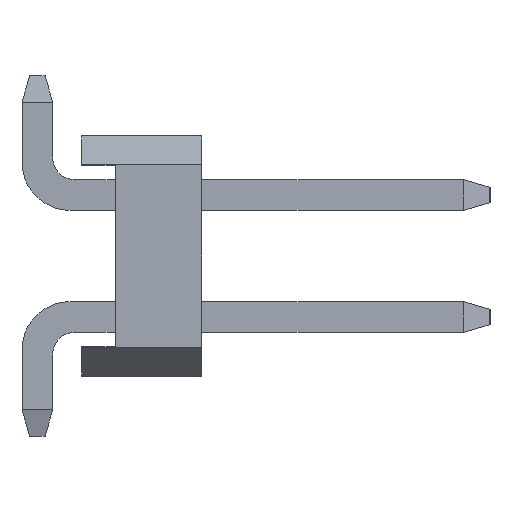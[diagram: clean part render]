
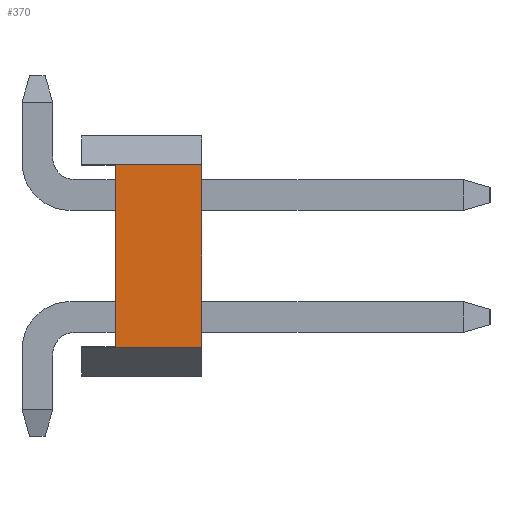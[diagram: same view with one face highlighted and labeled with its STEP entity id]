
A CAD part, left-side view. The second image highlights one B-rep face of the part: STEP entity #370.
In plain terms, the highlighted planar face has unit normal (-1, 0, 0).
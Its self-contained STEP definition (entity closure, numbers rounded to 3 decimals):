
#370=ADVANCED_FACE('',(#745),#746,.T.);
#745=FACE_OUTER_BOUND('',#1114,.T.);
#746=PLANE('',#1115);
#1114=EDGE_LOOP('',(#2173,#2174,#2175,#2176,#2177,#2178,#2179,#2180));
#1115=AXIS2_PLACEMENT_3D('',#2181,#2182,#2183);
#2173=ORIENTED_EDGE('',*,*,#2587,.T.);
#2174=ORIENTED_EDGE('',*,*,#2634,.F.);
#2175=ORIENTED_EDGE('',*,*,#2631,.T.);
#2176=ORIENTED_EDGE('',*,*,#2408,.T.);
#2177=ORIENTED_EDGE('',*,*,#2635,.F.);
#2178=ORIENTED_EDGE('',*,*,#2594,.F.);
#2179=ORIENTED_EDGE('',*,*,#2582,.T.);
#2180=ORIENTED_EDGE('',*,*,#2422,.T.);
#2181=CARTESIAN_POINT('',(-2.54,0.0,0.0));
#2182=DIRECTION('',(-1.0,-0.0,0.0));
#2183=DIRECTION('',(0.0,0.,-1.0));
#2408=EDGE_CURVE('',#2936,#2934,#2937,.T.);
#2422=EDGE_CURVE('',#2963,#2961,#2964,.T.);
#2582=EDGE_CURVE('',#3189,#2963,#3190,.T.);
#2587=EDGE_CURVE('',#2961,#3195,#3197,.T.);
#2594=EDGE_CURVE('',#3189,#3206,#3207,.T.);
#2631=EDGE_CURVE('',#3256,#2936,#3257,.T.);
#2634=EDGE_CURVE('',#3256,#3195,#3260,.T.);
#2635=EDGE_CURVE('',#3206,#2934,#3261,.T.);
#2934=VERTEX_POINT('',#3696);
#2936=VERTEX_POINT('',#3699);
#2937=LINE('',#3700,#3701);
#2961=VERTEX_POINT('',#3736);
#2963=VERTEX_POINT('',#3739);
#2964=LINE('',#3740,#3741);
#3189=VERTEX_POINT('',#4068);
#3190=LINE('',#4069,#4070);
#3195=VERTEX_POINT('',#4077);
#3197=LINE('',#4080,#4081);
#3206=VERTEX_POINT('',#4094);
#3207=LINE('',#4095,#4096);
#3256=VERTEX_POINT('',#4169);
#3257=LINE('',#4170,#4171);
#3260=LINE('',#4175,#4176);
#3261=LINE('',#4177,#4178);
#3696=CARTESIAN_POINT('',(-2.54,-2.5,1.9));
#3699=CARTESIAN_POINT('',(-2.54,-2.5,-1.9));
#3700=CARTESIAN_POINT('',(-2.54,-2.5,-1.9));
#3701=VECTOR('',#4345,1.0);
#3736=CARTESIAN_POINT('',(-2.54,-0.7,-1.89));
#3739=CARTESIAN_POINT('',(-2.54,-0.7,1.89));
#3740=CARTESIAN_POINT('',(-2.54,-0.7,0.));
#3741=VECTOR('',#4358,1.0);
#4068=CARTESIAN_POINT('',(-2.54,0.,1.89));
#4069=CARTESIAN_POINT('',(-2.54,0.075,1.89));
#4070=VECTOR('',#4485,1.0);
#4077=CARTESIAN_POINT('',(-2.54,0.,-1.89));
#4080=CARTESIAN_POINT('',(-2.54,0.075,-1.89));
#4081=VECTOR('',#4489,1.0);
#4094=CARTESIAN_POINT('',(-2.54,0.,1.9));
#4095=CARTESIAN_POINT('',(-2.54,0.,-1.9));
#4096=VECTOR('',#4494,1.0);
#4169=CARTESIAN_POINT('',(-2.54,0.,-1.9));
#4170=CARTESIAN_POINT('',(-2.54,0.,-1.9));
#4171=VECTOR('',#4519,1.0);
#4175=CARTESIAN_POINT('',(-2.54,0.,-1.9));
#4176=VECTOR('',#4521,1.0);
#4177=CARTESIAN_POINT('',(-2.54,0.,1.9));
#4178=VECTOR('',#4522,1.0);
#4345=DIRECTION('',(0.0,0.,1.0));
#4358=DIRECTION('',(0.0,0.,-1.0));
#4485=DIRECTION('',(0.0,-1.0,0.));
#4489=DIRECTION('',(0.0,1.0,0.));
#4494=DIRECTION('',(0.0,0.,1.0));
#4519=DIRECTION('',(0.0,-1.0,0.));
#4521=DIRECTION('',(0.0,0.,1.0));
#4522=DIRECTION('',(0.0,-1.0,0.));
